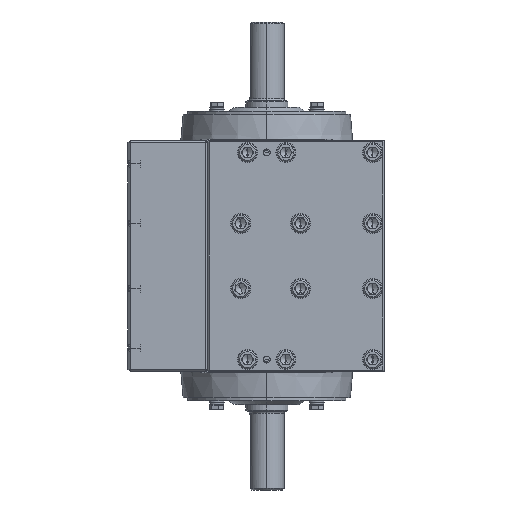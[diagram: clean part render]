
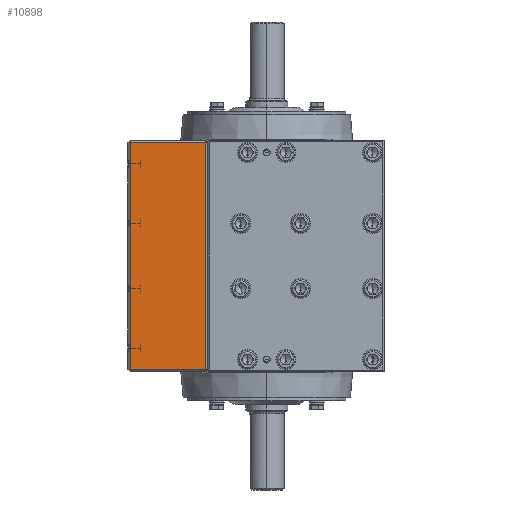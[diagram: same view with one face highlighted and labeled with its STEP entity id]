
A CAD part, left-side view. The second image highlights one B-rep face of the part: STEP entity #10898.
In plain terms, the highlighted planar face has unit normal (-1, 0, 0).
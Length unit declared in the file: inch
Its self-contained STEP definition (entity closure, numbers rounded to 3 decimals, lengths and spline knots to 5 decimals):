
#1749 = CARTESIAN_POINT ( 'NONE',  ( -29.67281, -0.76915, 5.82677 ) ) ;
#1855 = DIRECTION ( 'NONE',  ( 0., 0., -1. ) ) ;
#1862 = VECTOR ( 'NONE', #1855, 39.37008 ) ;
#2484 = CARTESIAN_POINT ( 'NONE',  ( -29.67281, -0.76915, 5.94488 ) ) ;
#2485 = LINE ( 'NONE', #2484, #1862 ) ;
#2873 = CARTESIAN_POINT ( 'NONE',  ( -29.67281, -0.65104, 5.94488 ) ) ;
#2888 = PLANE ( 'NONE',  #2910 ) ;
#2890 = DIRECTION ( 'NONE',  ( 1., 0., 0. ) ) ;
#2908 = FACE_OUTER_BOUND ( 'NONE', #6737, .T. ) ;
#2910 = AXIS2_PLACEMENT_3D ( 'NONE', #2873, #2890, #2954 ) ;
#2954 = DIRECTION ( 'NONE',  ( 0., 1., 0. ) ) ;
#4127 = DIRECTION ( 'NONE',  ( 0., 1., 0. ) ) ;
#4128 = VECTOR ( 'NONE', #4127, 39.37008 ) ;
#4129 = CARTESIAN_POINT ( 'NONE',  ( -29.67281, -0.65104, 5.82677 ) ) ;
#4130 = LINE ( 'NONE', #4129, #4128 ) ;
#4246 = CARTESIAN_POINT ( 'NONE',  ( -29.67281, -4.62742, -5.82677 ) ) ;
#4247 = DIRECTION ( 'NONE',  ( 0., -1., 0. ) ) ;
#4248 = VECTOR ( 'NONE', #4247, 39.37008 ) ;
#4307 = CARTESIAN_POINT ( 'NONE',  ( -29.67281, -0.65104, -5.82677 ) ) ;
#4308 = LINE ( 'NONE', #4307, #4248 ) ;
#4382 = VECTOR ( 'NONE', #4426, 39.37008 ) ;
#4383 = CARTESIAN_POINT ( 'NONE',  ( -29.67281, -4.62742, 5.94488 ) ) ;
#4384 = LINE ( 'NONE', #4383, #4382 ) ;
#4426 = DIRECTION ( 'NONE',  ( 0., 0., 1. ) ) ;
#6737 = EDGE_LOOP ( 'NONE', ( #11132, #11836, #11180, #11854 ) ) ;
#7967 = CARTESIAN_POINT ( 'NONE',  ( -29.67281, -0.76915, -5.82677 ) ) ;
#8042 = VERTEX_POINT ( 'NONE', #1749 ) ;
#8171 = EDGE_CURVE ( 'NONE', #8042, #9589, #2485, .T. ) ;
#9589 = VERTEX_POINT ( 'NONE', #7967 ) ;
#10875 = VERTEX_POINT ( 'NONE', #41217 ) ;
#10898 = ADVANCED_FACE ( 'NONE', ( #2908 ), #2888, .F. ) ;
#11049 = EDGE_CURVE ( 'NONE', #10875, #8042, #4130, .T. ) ;
#11132 = ORIENTED_EDGE ( 'NONE', *, *, #11049, .T. ) ;
#11180 = ORIENTED_EDGE ( 'NONE', *, *, #11182, .T. ) ;
#11182 = EDGE_CURVE ( 'NONE', #9589, #11184, #4308, .T. ) ;
#11184 = VERTEX_POINT ( 'NONE', #4246 ) ;
#11836 = ORIENTED_EDGE ( 'NONE', *, *, #8171, .T. ) ;
#11854 = ORIENTED_EDGE ( 'NONE', *, *, #12605, .T. ) ;
#12605 = EDGE_CURVE ( 'NONE', #11184, #10875, #4384, .T. ) ;
#41217 = CARTESIAN_POINT ( 'NONE',  ( -29.67281, -4.62742, 5.82677 ) ) ;
